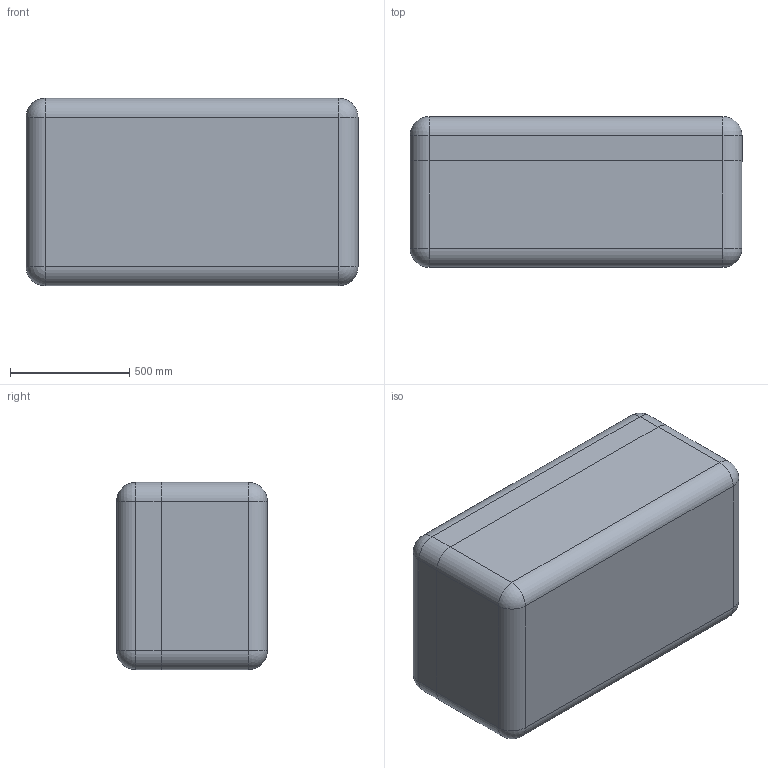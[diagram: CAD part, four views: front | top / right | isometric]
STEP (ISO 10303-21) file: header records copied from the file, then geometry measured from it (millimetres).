
FILE_DESCRIPTION (( 'STEP AP214' ), '1' );
FILE_NAME ('Òðàíñïîðòíûé êîíòåéíåð ÀÄÌÈÐÀË®ÏÐÎÔÅÑÑÈÎÍÀËÜÍÛÅ 233_óïðîùåííàÿ 3D-ìîäåëü.STEP', '2025-09-15T09:34:34', ( '' ), ( '' ), 'SwSTEP 2.0', 'SolidWorks 2021', '' );
FILE_SCHEMA (( 'AUTOMOTIVE_DESIGN' ));
Length unit declared in the file: millimetre
Products named in the file (3): Òðàíñïîðòíûé êîíòåéíåð ÀÄÌÈÐÀË®ÏÐÎÔÅÑÑÈÎÍÀËÜÍÛÅ 233_óïðîùåííàÿ 3D-ìîäåëü; Lid 233 (óïð.); Base 233 (óïð.)
Assembly tree (2 placements, depth 2):
  Òðàíñïîðòíûé êîíòåéíåð ÀÄÌÈÐÀË®ÏÐÎÔÅÑÑÈÎÍÀËÜÍÛÅ 233_óïðîùåííàÿ 3D-ìîäåëü
    Base 233 (óïð.)
    Lid 233 (óïð.)
Bounding box: 1392.55 x 631.91 x 785.8 mm (x, y, z)
Volume: 265447303.2 mm3; surface area: 10352494.2 mm2
Topology: 2 solids, 2 shells, 1829 faces, 4379 edges, 2476 vertices
Faces by surface type: cylinder 681, bspline 492, plane 322, torus 238, sphere 76, cone 20
Entity records: 69762 total; most frequent: CARTESIAN_POINT 31170, ORIENTED_EDGE 8566, DIRECTION 7669, EDGE_CURVE 4283, AXIS2_PLACEMENT_3D 3102, VERTEX_POINT 2476, EDGE_LOOP 1851, FACE_OUTER_BOUND 1829
